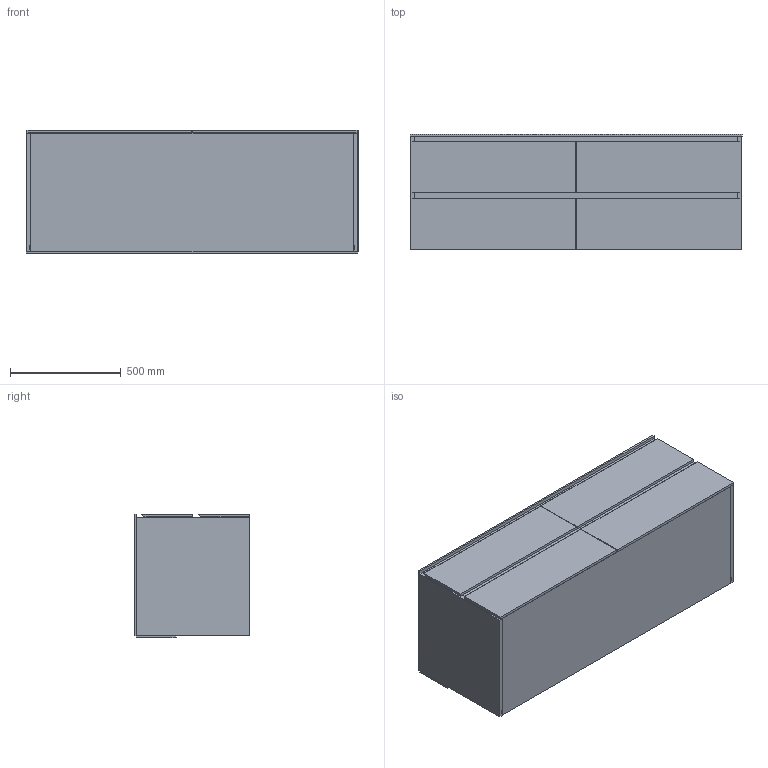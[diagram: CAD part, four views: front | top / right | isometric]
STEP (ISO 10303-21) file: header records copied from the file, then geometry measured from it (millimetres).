
FILE_DESCRIPTION (( 'STEP AP214' ), '1' );
FILE_NAME ('DWP1500500-4AUSER-A.STEP', '2020-12-16T08:09:51', ( '' ), ( '' ), 'SwSTEP 2.0', 'SolidWorks 2020', '' );
FILE_SCHEMA (( 'AUTOMOTIVE_DESIGN' ));
Length unit declared in the file: millimetre
Products named in the file (3): DWP 1500500-4AUSER-A_us_Spanweiá lackiert<Wie bearbeitet>; DWP 1500500-4AUSER-A_wt_Mit Hahnloch ohne šberlauf; DWP1500500-4AUSER-A
Assembly tree (2 placements, depth 2):
  DWP1500500-4AUSER-A
    DWP 1500500-4AUSER-A_us_Spanweiá lackiert<Wie bearbeitet>
    DWP 1500500-4AUSER-A_wt_Mit Hahnloch ohne šberlauf
Bounding box: 1500 x 520 x 558 mm (x, y, z)
Volume: 87409605.7 mm3; surface area: 12300244.8 mm2
Topology: 32 solids, 32 shells, 441 faces, 1094 edges, 712 vertices
Faces by surface type: plane 319, cylinder 74, bspline 48
Entity records: 24628 total; most frequent: CARTESIAN_POINT 14164, ORIENTED_EDGE 2172, DIRECTION 1830, EDGE_CURVE 1086, VECTOR 818, LINE 818, VERTEX_POINT 712, AXIS2_PLACEMENT_3D 506
